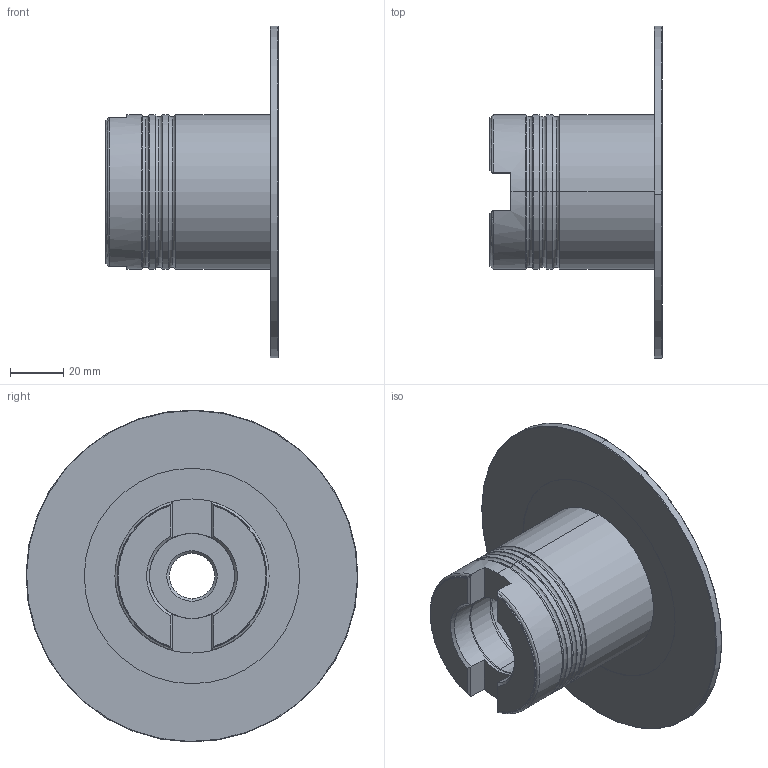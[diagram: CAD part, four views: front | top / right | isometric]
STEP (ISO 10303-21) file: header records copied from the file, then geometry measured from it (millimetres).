
FILE_DESCRIPTION (( 'STEP AP214' ), '1' );
FILE_NAME ('TFA-125-305-S08-11.STEP', '2019-05-28T07:55:06', ( '' ), ( '' ), 'SwSTEP 2.0', 'SolidWorks 2018', '' );
FILE_SCHEMA (( 'AUTOMOTIVE_DESIGN' ));
Length unit declared in the file: millimetre
Products named in the file (3): TFA-125-305-S08-11; JSCHF164 pk_Kontrolle; JSCHF164_1 pk
Assembly tree (2 placements, depth 2):
  TFA-125-305-S08-11
    JSCHF164_1 pk
    JSCHF164 pk_Kontrolle
Bounding box: 65 x 124.99 x 124.99 mm (x, y, z)
Volume: 160462.9 mm3; surface area: 45915.5 mm2
Topology: 2 solids, 2 shells, 212 faces, 486 edges, 271 vertices
Faces by surface type: cylinder 94, cone 66, torus 32, plane 20
Entity records: 6376 total; most frequent: DIRECTION 1146, CARTESIAN_POINT 1040, ORIENTED_EDGE 928, AXIS2_PLACEMENT_3D 485, EDGE_CURVE 464, VERTEX_POINT 271, CIRCLE 268, EDGE_LOOP 253
